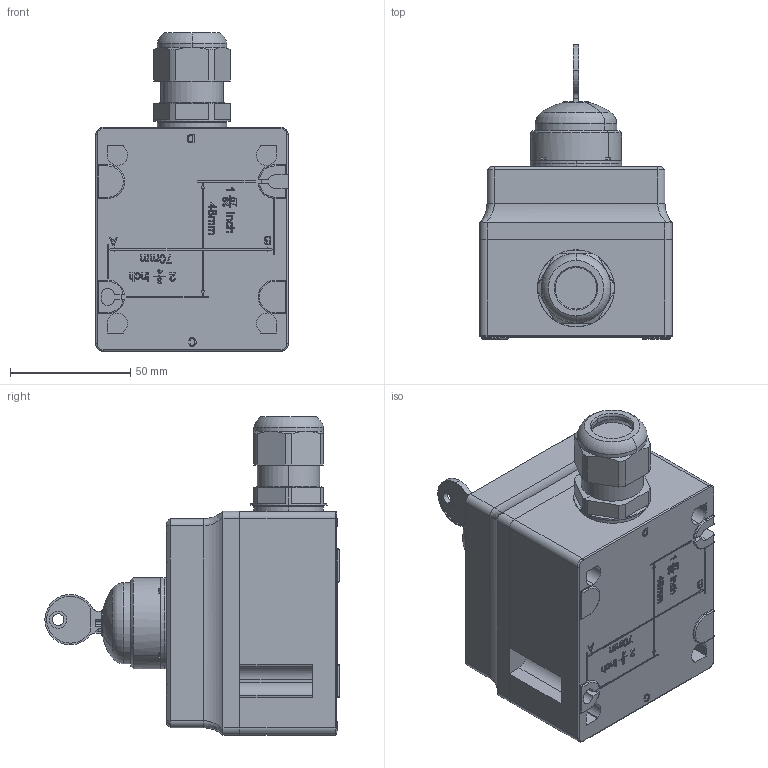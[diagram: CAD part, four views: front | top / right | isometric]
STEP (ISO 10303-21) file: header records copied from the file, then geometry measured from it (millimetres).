
FILE_DESCRIPTION (( 'STEP AP203' ), '1' );
FILE_NAME ('8040_1180_-08M03____-mit_Schluessel.STEP', '2014-10-10T07:31:41', ( '' ), ( '' ), 'SwSTEP 2.0', 'SolidWorks 2014', '' );
FILE_SCHEMA (( 'CONFIG_CONTROL_DESIGN' ));
Length unit declared in the file: millimetre
Products named in the file (29): 80_400_07_04_0_m. Bohr. f. M25 an D (oT); 374_602_0; 86_028_01_17_0_VC_86_029_01_17_7_HA; 375_621d0; 80_409_01_05_6; 8040_1180_-08M03____-mit_Schluessel; 81_610_78_01_0_Stutzen_Vereinfacht; 375_621f0; 80_409_01_05_0; 81_610_78_01_0_Dichtung; 375_621g0; 509_626_0; 81_610_78_01_0_Reduzierdichtung; 375_621_0; 509_603_1; 81_610_78_01_0_Hutmutter_Vereinfacht; 86_029_05_24_6_3d export I 0 II; Anschlussgewindedichtung_M25; 86_029_02_28_0; 86_029_18_80_0; 80_409_04_04_0_m. Bohr. f. M25 an D 80_409_08_04_0; Staubschutzkappe_M25; 86_020_75_02_0_ohne Text; 375_621a0; 80_409_07_04_0_m. Bohr. f. M25 an D 80_409_08_04_0; 81_610_78_01_0_Vereinfacht; 86_029_07_95_0; 375_621b0
Assembly tree (31 placements, depth 5):
  8040_1180_-08M03____-mit_Schluessel
    80_400_07_04_0_m. Bohr. f. M25 an D (oT)
      80_409_07_04_0_m. Bohr. f. M25 an D 80_409_08_04_0
        80_409_04_04_0_m. Bohr. f. M25 an D 80_409_08_04_0
    80_409_01_05_0
      80_409_01_05_6
    509_626_0  x4
      509_626_0
      509_603_1
    86_028_01_17_0_VC_86_029_01_17_7_HA
      86_020_75_02_0_ohne Text
        86_029_18_80_0
        375_621_0
          375_621a0
          375_621b0
          375_621d0
          375_621f0
          375_621g0
        86_029_05_24_6_3d export I 0 II
        86_029_02_28_0
      86_029_07_95_0
    81_610_78_01_0_Vereinfacht
      81_610_78_01_0_Stutzen_Vereinfacht
      81_610_78_01_0_Dichtung
      81_610_78_01_0_Reduzierdichtung
      81_610_78_01_0_Hutmutter_Vereinfacht
      Anschlussgewindedichtung_M25
      Staubschutzkappe_M25
    374_602_0
Bounding box: 80 x 122.35 x 132.31 mm (x, y, z)
Volume: 191721.8 mm3; surface area: 127434.4 mm2
Topology: 26 solids, 26 shells, 3732 faces, 10032 edges, 6439 vertices
Faces by surface type: plane 1804, cylinder 849, cone 493, bspline 342, torus 209, sphere 35
Entity records: 136808 total; most frequent: CARTESIAN_POINT 45583, ORIENTED_EDGE 19350, DIRECTION 17277, EDGE_CURVE 9675, VERTEX_POINT 6239, AXIS2_PLACEMENT_3D 6073, VECTOR 5131, LINE 5131
